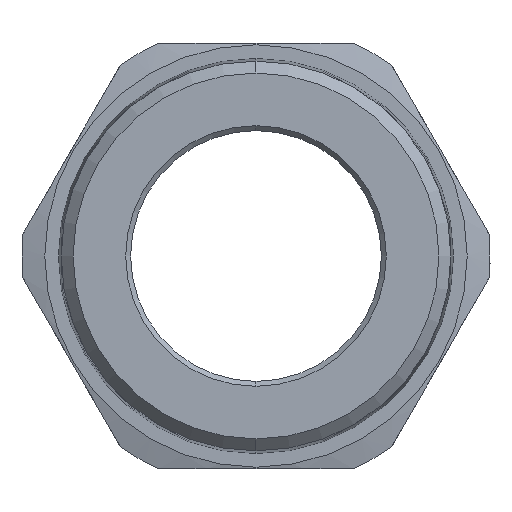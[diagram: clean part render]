
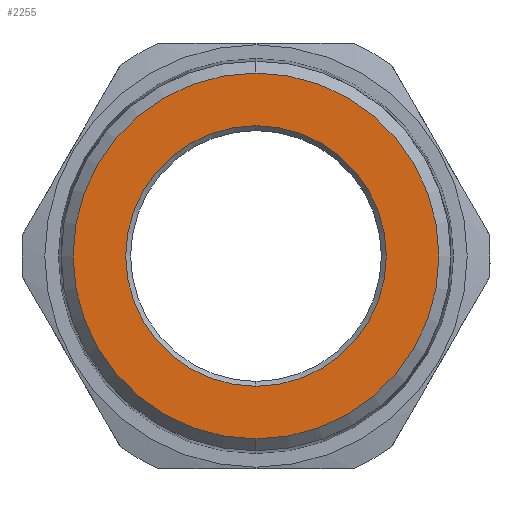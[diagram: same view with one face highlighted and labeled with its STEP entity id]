
A CAD part, left-side view. The second image highlights one B-rep face of the part: STEP entity #2255.
In plain terms, the highlighted planar face has unit normal (-1, 0, 0).
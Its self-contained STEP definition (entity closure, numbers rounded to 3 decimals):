
#217 = CARTESIAN_POINT ( 'NONE',  ( 0., 0., -27.934 ) ) ;
#319 = PLANE ( 'NONE',  #2588 ) ;
#393 = CARTESIAN_POINT ( 'NONE',  ( 0., 0., 19.9 ) ) ;
#411 = EDGE_LOOP ( 'NONE', ( #1695, #2235 ) ) ;
#414 = VERTEX_POINT ( 'NONE', #3255 ) ;
#440 = AXIS2_PLACEMENT_3D ( 'NONE', #1606, #1852, #2146 ) ;
#565 = CIRCLE ( 'NONE', #801, 27.934 ) ;
#801 = AXIS2_PLACEMENT_3D ( 'NONE', #2261, #860, #2746 ) ;
#860 = DIRECTION ( 'NONE',  ( -1., 0., 0. ) ) ;
#1091 = AXIS2_PLACEMENT_3D ( 'NONE', #1723, #2841, #3113 ) ;
#1257 = EDGE_CURVE ( 'NONE', #1409, #414, #1277, .T. ) ;
#1277 = CIRCLE ( 'NONE', #1091, 19.9 ) ;
#1409 = VERTEX_POINT ( 'NONE', #393 ) ;
#1524 = CARTESIAN_POINT ( 'NONE',  ( 0., 0., 0. ) ) ;
#1606 = CARTESIAN_POINT ( 'NONE',  ( 0., 0., 0. ) ) ;
#1695 = ORIENTED_EDGE ( 'NONE', *, *, #1257, .T. ) ;
#1723 = CARTESIAN_POINT ( 'NONE',  ( 0., 0., 0. ) ) ;
#1852 = DIRECTION ( 'NONE',  ( 1., 0., 0. ) ) ;
#1898 = EDGE_LOOP ( 'NONE', ( #2160, #2415 ) ) ;
#1998 = CARTESIAN_POINT ( 'NONE',  ( 0., 0., 0. ) ) ;
#2000 = CARTESIAN_POINT ( 'NONE',  ( 0., 0., 27.934 ) ) ;
#2071 = VERTEX_POINT ( 'NONE', #217 ) ;
#2146 = DIRECTION ( 'NONE',  ( 0., 0., -1. ) ) ;
#2160 = ORIENTED_EDGE ( 'NONE', *, *, #2387, .T. ) ;
#2184 = FACE_OUTER_BOUND ( 'NONE', #1898, .T. ) ;
#2235 = ORIENTED_EDGE ( 'NONE', *, *, #3570, .T. ) ;
#2255 = ADVANCED_FACE ( 'NONE', ( #2184, #3000 ), #319, .F. ) ;
#2261 = CARTESIAN_POINT ( 'NONE',  ( 0., 0., 0. ) ) ;
#2387 = EDGE_CURVE ( 'NONE', #2071, #3514, #2873, .T. ) ;
#2399 = DIRECTION ( 'NONE',  ( -1., 0., 0. ) ) ;
#2415 = ORIENTED_EDGE ( 'NONE', *, *, #2531, .T. ) ;
#2531 = EDGE_CURVE ( 'NONE', #3514, #2071, #565, .T. ) ;
#2538 = DIRECTION ( 'NONE',  ( 1., 0., 0. ) ) ;
#2588 = AXIS2_PLACEMENT_3D ( 'NONE', #1998, #2538, #3093 ) ;
#2643 = DIRECTION ( 'NONE',  ( 0., 0., -1. ) ) ;
#2746 = DIRECTION ( 'NONE',  ( 0., 0., -1. ) ) ;
#2803 = AXIS2_PLACEMENT_3D ( 'NONE', #1524, #2399, #2643 ) ;
#2841 = DIRECTION ( 'NONE',  ( 1., 0., 0. ) ) ;
#2873 = CIRCLE ( 'NONE', #2803, 27.934 ) ;
#3000 = FACE_BOUND ( 'NONE', #411, .T. ) ;
#3093 = DIRECTION ( 'NONE',  ( 0., 0., -1. ) ) ;
#3113 = DIRECTION ( 'NONE',  ( 0., 0., -1. ) ) ;
#3255 = CARTESIAN_POINT ( 'NONE',  ( 0., 0., -19.9 ) ) ;
#3378 = CIRCLE ( 'NONE', #440, 19.9 ) ;
#3514 = VERTEX_POINT ( 'NONE', #2000 ) ;
#3570 = EDGE_CURVE ( 'NONE', #414, #1409, #3378, .T. ) ;
